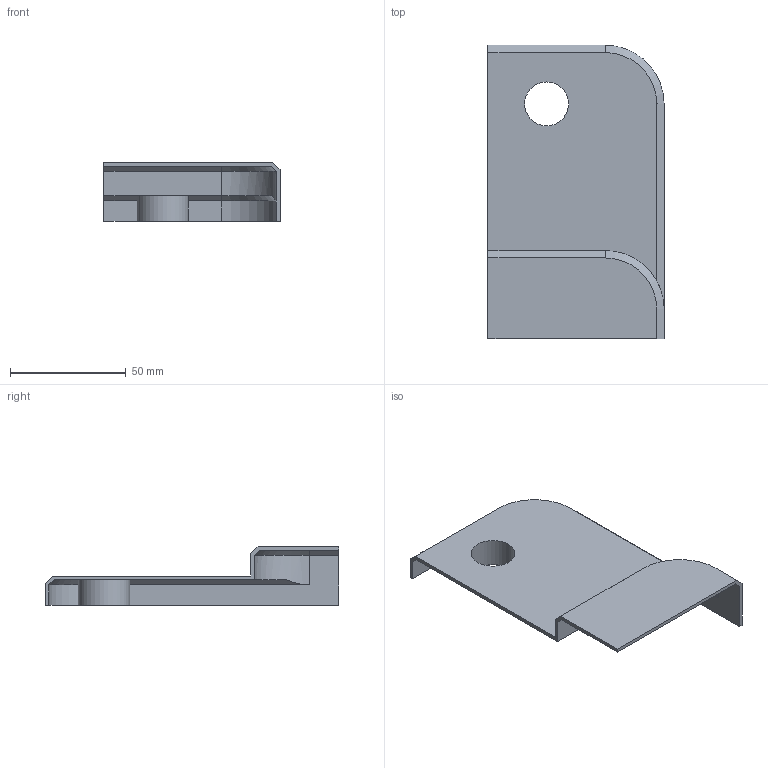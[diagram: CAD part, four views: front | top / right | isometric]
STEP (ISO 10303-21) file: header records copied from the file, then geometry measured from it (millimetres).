
FILE_DESCRIPTION (( 'STEP AP203' ), '1' );
FILE_NAME ('E1.STEP', '2026-01-13T16:36:05', ( '' ), ( '' ), 'SwSTEP 2.0', 'SolidWorks 2026', '' );
FILE_SCHEMA (( 'CONFIG_CONTROL_DESIGN' ));
Length unit declared in the file: inch
Products named in the file (1): E1
Bounding box: 76.2 x 127 x 25.4 mm (x, y, z)
Volume: 20408.5 mm3; surface area: 26702.6 mm2
Topology: 1 solids, 1 shells, 32 faces, 79 edges, 50 vertices
Faces by surface type: plane 22, cylinder 6, cone 4
Full cylindrical faces by diameter (mm): 19.05 x1, 22.2 x1
Entity records: 1008 total; most frequent: CARTESIAN_POINT 166, DIRECTION 157, ORIENTED_EDGE 154, EDGE_CURVE 77, LINE 59, VECTOR 59, VERTEX_POINT 50, AXIS2_PLACEMENT_3D 49
